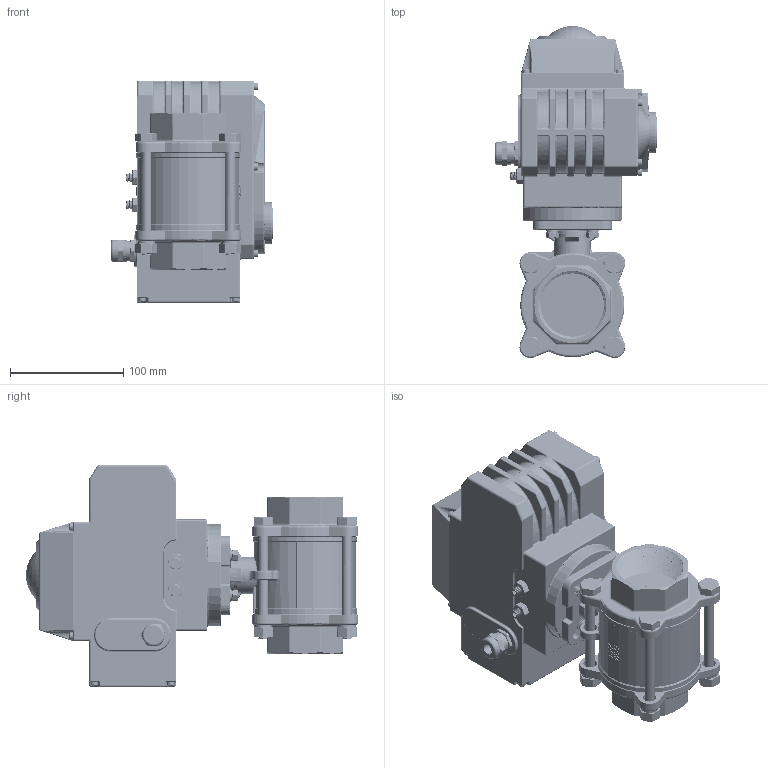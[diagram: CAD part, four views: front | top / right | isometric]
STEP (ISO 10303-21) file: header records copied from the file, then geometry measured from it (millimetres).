
FILE_DESCRIPTION (( 'STEP AP214' ), '1' );
FILE_NAME ('E2.STEP', '2019-02-18T18:24:49', ( '' ), ( '' ), 'SwSTEP 2.0', 'SolidWorks 2016', '' );
FILE_SCHEMA (( 'AUTOMOTIVE_DESIGN' ));
Length unit declared in the file: millimetre
Products named in the file (1): E2
Bounding box: 143.3 x 293.14 x 196.6 mm (x, y, z)
Volume: 2971264.1 mm3; surface area: 291073.9 mm2
Topology: 40 solids, 40 shells, 3181 faces, 8400 edges, 5379 vertices
Faces by surface type: cylinder 1227, plane 828, bspline 402, cone 334, torus 250, sphere 140
Entity records: 264558 total; most frequent: CARTESIAN_POINT 156743, ORIENTED_EDGE 16710, DIRECTION 13405, EDGE_CURVE 8355, VERTEX_POINT 5379, AXIS2_PLACEMENT_3D 5117, EDGE_LOOP 3388, UNCERTAINTY_MEASURE_WITH_UNIT 3223
